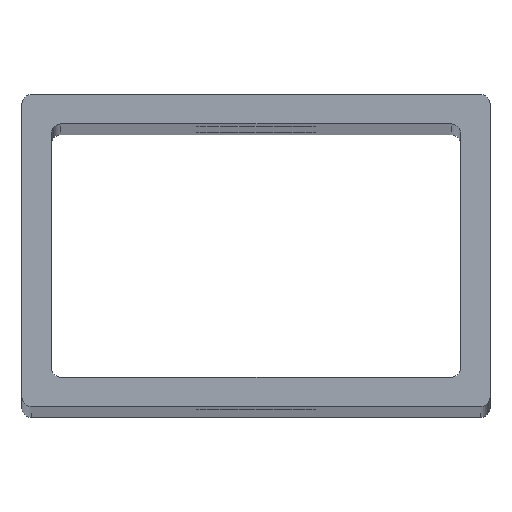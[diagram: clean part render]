
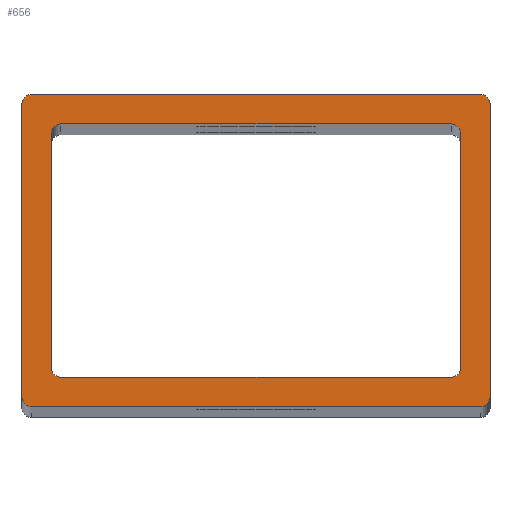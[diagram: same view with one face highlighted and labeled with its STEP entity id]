
A CAD part, top view. The second image highlights one B-rep face of the part: STEP entity #656.
In plain terms, the highlighted planar face has unit normal (0, 0, 1).
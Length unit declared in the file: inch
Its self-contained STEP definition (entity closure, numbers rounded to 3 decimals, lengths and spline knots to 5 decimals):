
#2 = CARTESIAN_POINT ( 'NONE',  ( -0.36, -0.25, 10. ) ) ;
#7 = VERTEX_POINT ( 'NONE', #196 ) ;
#20 = ORIENTED_EDGE ( 'NONE', *, *, #267, .F. ) ;
#32 = VERTEX_POINT ( 'NONE', #906 ) ;
#41 = CIRCLE ( 'NONE', #853, 0.015 ) ;
#44 = DIRECTION ( 'NONE',  ( 0., 0., 1. ) ) ;
#55 = ORIENTED_EDGE ( 'NONE', *, *, #149, .F. ) ;
#57 = CARTESIAN_POINT ( 'NONE',  ( 0.36, -0.235, 10. ) ) ;
#61 = VERTEX_POINT ( 'NONE', #669 ) ;
#63 = DIRECTION ( 'NONE',  ( 0., 0., 1. ) ) ;
#75 = DIRECTION ( 'NONE',  ( -1., 0., 0. ) ) ;
#77 = CARTESIAN_POINT ( 'NONE',  ( 0.328, 0.188, 10. ) ) ;
#79 = EDGE_CURVE ( 'NONE', #419, #222, #263, .T. ) ;
#81 = DIRECTION ( 'NONE',  ( -1., 0., 0. ) ) ;
#85 = CARTESIAN_POINT ( 'NONE',  ( 0.328, -0.188, 10. ) ) ;
#95 = CIRCLE ( 'NONE', #643, 0.015 ) ;
#99 = EDGE_CURVE ( 'NONE', #861, #582, #255, .T. ) ;
#102 = ORIENTED_EDGE ( 'NONE', *, *, #99, .T. ) ;
#108 = AXIS2_PLACEMENT_3D ( 'NONE', #220, #688, #691 ) ;
#109 = DIRECTION ( 'NONE',  ( 1., 0., 0. ) ) ;
#110 = VECTOR ( 'NONE', #390, 39.37008 ) ;
#116 = CARTESIAN_POINT ( 'NONE',  ( -0.375, -0.235, 10. ) ) ;
#128 = CARTESIAN_POINT ( 'NONE',  ( -0.328, -0.188, 10. ) ) ;
#133 = CARTESIAN_POINT ( 'NONE',  ( -0.36, 0.25, 10. ) ) ;
#140 = PLANE ( 'NONE',  #724 ) ;
#142 = CARTESIAN_POINT ( 'NONE',  ( 0.36, 0.25, 10. ) ) ;
#143 = CARTESIAN_POINT ( 'NONE',  ( -0.328, 0.188, 10. ) ) ;
#149 = EDGE_CURVE ( 'NONE', #250, #314, #95, .T. ) ;
#151 = LINE ( 'NONE', #583, #874 ) ;
#152 = DIRECTION ( 'NONE',  ( 1., 0., 0. ) ) ;
#156 = DIRECTION ( 'NONE',  ( 0., 0., 1. ) ) ;
#158 = ORIENTED_EDGE ( 'NONE', *, *, #753, .T. ) ;
#179 = CARTESIAN_POINT ( 'NONE',  ( 0.36, 0.235, 10. ) ) ;
#186 = CIRCLE ( 'NONE', #831, 0.015 ) ;
#196 = CARTESIAN_POINT ( 'NONE',  ( -0.375, 0.235, 10. ) ) ;
#206 = DIRECTION ( 'NONE',  ( 0., 0., 1. ) ) ;
#209 = VECTOR ( 'NONE', #152, 39.37008 ) ;
#210 = DIRECTION ( 'NONE',  ( -1., 0., 0. ) ) ;
#213 = DIRECTION ( 'NONE',  ( -1., 0., 0. ) ) ;
#218 = VERTEX_POINT ( 'NONE', #755 ) ;
#220 = CARTESIAN_POINT ( 'NONE',  ( -0.36, 0.235, 10. ) ) ;
#222 = VERTEX_POINT ( 'NONE', #380 ) ;
#223 = AXIS2_PLACEMENT_3D ( 'NONE', #760, #275, #798 ) ;
#236 = VECTOR ( 'NONE', #674, 39.37008 ) ;
#240 = ORIENTED_EDGE ( 'NONE', *, *, #651, .F. ) ;
#242 = VERTEX_POINT ( 'NONE', #839 ) ;
#247 = CARTESIAN_POINT ( 'NONE',  ( 0.328, -0.188, 10. ) ) ;
#250 = VERTEX_POINT ( 'NONE', #480 ) ;
#255 = LINE ( 'NONE', #800, #675 ) ;
#256 = LINE ( 'NONE', #2, #209 ) ;
#262 = CARTESIAN_POINT ( 'NONE',  ( 0.375, -0.235, 10. ) ) ;
#263 = CIRCLE ( 'NONE', #223, 0.015 ) ;
#267 = EDGE_CURVE ( 'NONE', #218, #250, #695, .T. ) ;
#275 = DIRECTION ( 'NONE',  ( 0., 0., 1. ) ) ;
#277 = ORIENTED_EDGE ( 'NONE', *, *, #79, .T. ) ;
#297 = EDGE_CURVE ( 'NONE', #7, #419, #151, .T. ) ;
#299 = ORIENTED_EDGE ( 'NONE', *, *, #297, .T. ) ;
#303 = LINE ( 'NONE', #733, #637 ) ;
#314 = VERTEX_POINT ( 'NONE', #247 ) ;
#318 = CARTESIAN_POINT ( 'NONE',  ( -0.328, -0.188, 10. ) ) ;
#323 = ORIENTED_EDGE ( 'NONE', *, *, #573, .T. ) ;
#342 = CARTESIAN_POINT ( 'NONE',  ( 0.313, 0.203, 10. ) ) ;
#343 = CIRCLE ( 'NONE', #108, 0.015 ) ;
#348 = VERTEX_POINT ( 'NONE', #143 ) ;
#380 = CARTESIAN_POINT ( 'NONE',  ( -0.36, -0.25, 10. ) ) ;
#390 = DIRECTION ( 'NONE',  ( 0., 1., 0. ) ) ;
#412 = LINE ( 'NONE', #128, #236 ) ;
#416 = DIRECTION ( 'NONE',  ( 1., 0., 0. ) ) ;
#419 = VERTEX_POINT ( 'NONE', #116 ) ;
#420 = ORIENTED_EDGE ( 'NONE', *, *, #833, .T. ) ;
#422 = DIRECTION ( 'NONE',  ( 0., 0., -1. ) ) ;
#429 = EDGE_CURVE ( 'NONE', #242, #713, #698, .T. ) ;
#434 = CARTESIAN_POINT ( 'NONE',  ( 0.375, 0.235, 10. ) ) ;
#438 = CARTESIAN_POINT ( 'NONE',  ( -0.36, -0.235, 10. ) ) ;
#448 = ORIENTED_EDGE ( 'NONE', *, *, #455, .F. ) ;
#454 = ORIENTED_EDGE ( 'NONE', *, *, #744, .F. ) ;
#455 = EDGE_CURVE ( 'NONE', #528, #32, #303, .T. ) ;
#471 = VERTEX_POINT ( 'NONE', #318 ) ;
#480 = CARTESIAN_POINT ( 'NONE',  ( 0.313, -0.203, 10. ) ) ;
#488 = CARTESIAN_POINT ( 'NONE',  ( -0.313, -0.188, 10. ) ) ;
#491 = AXIS2_PLACEMENT_3D ( 'NONE', #915, #918, #75 ) ;
#504 = ORIENTED_EDGE ( 'NONE', *, *, #429, .T. ) ;
#507 = FACE_OUTER_BOUND ( 'NONE', #721, .T. ) ;
#528 = VERTEX_POINT ( 'NONE', #342 ) ;
#541 = VECTOR ( 'NONE', #416, 39.37008 ) ;
#554 = CIRCLE ( 'NONE', #491, 0.015 ) ;
#567 = EDGE_CURVE ( 'NONE', #348, #471, #412, .T. ) ;
#570 = EDGE_LOOP ( 'NONE', ( #454, #904, #240, #448, #647, #828, #55, #20 ) ) ;
#572 = CIRCLE ( 'NONE', #876, 0.015 ) ;
#573 = EDGE_CURVE ( 'NONE', #61, #242, #592, .T. ) ;
#576 = EDGE_CURVE ( 'NONE', #713, #861, #41, .T. ) ;
#582 = VERTEX_POINT ( 'NONE', #133 ) ;
#583 = CARTESIAN_POINT ( 'NONE',  ( -0.375, -0.235, 10. ) ) ;
#589 = LINE ( 'NONE', #85, #732 ) ;
#590 = CARTESIAN_POINT ( 'NONE',  ( 0.313, -0.188, 10. ) ) ;
#592 = CIRCLE ( 'NONE', #802, 0.015 ) ;
#618 = CARTESIAN_POINT ( 'NONE',  ( -0.313, -0.203, 10. ) ) ;
#621 = DIRECTION ( 'NONE',  ( 0., 1., 0. ) ) ;
#629 = DIRECTION ( 'NONE',  ( 0., 0., 1. ) ) ;
#637 = VECTOR ( 'NONE', #728, 39.37008 ) ;
#643 = AXIS2_PLACEMENT_3D ( 'NONE', #590, #44, #808 ) ;
#647 = ORIENTED_EDGE ( 'NONE', *, *, #794, .F. ) ;
#651 = EDGE_CURVE ( 'NONE', #32, #348, #554, .T. ) ;
#656 = ADVANCED_FACE ( 'NONE', ( #507, #708 ), #140, .F. ) ;
#669 = CARTESIAN_POINT ( 'NONE',  ( 0.36, -0.25, 10. ) ) ;
#674 = DIRECTION ( 'NONE',  ( 0., -1., 0. ) ) ;
#675 = VECTOR ( 'NONE', #736, 39.37008 ) ;
#686 = DIRECTION ( 'NONE',  ( 1., 0., 0. ) ) ;
#688 = DIRECTION ( 'NONE',  ( 0., 0., 1. ) ) ;
#691 = DIRECTION ( 'NONE',  ( -1., 0., 0. ) ) ;
#695 = LINE ( 'NONE', #618, #541 ) ;
#698 = LINE ( 'NONE', #262, #110 ) ;
#708 = FACE_BOUND ( 'NONE', #570, .T. ) ;
#713 = VERTEX_POINT ( 'NONE', #434 ) ;
#721 = EDGE_LOOP ( 'NONE', ( #277, #158, #323, #504, #741, #102, #420, #299 ) ) ;
#724 = AXIS2_PLACEMENT_3D ( 'NONE', #438, #422, #213 ) ;
#728 = DIRECTION ( 'NONE',  ( -1., 0., 0. ) ) ;
#732 = VECTOR ( 'NONE', #621, 39.37008 ) ;
#733 = CARTESIAN_POINT ( 'NONE',  ( -0.313, 0.203, 10. ) ) ;
#736 = DIRECTION ( 'NONE',  ( -1., 0., 0. ) ) ;
#741 = ORIENTED_EDGE ( 'NONE', *, *, #576, .T. ) ;
#744 = EDGE_CURVE ( 'NONE', #471, #218, #572, .T. ) ;
#753 = EDGE_CURVE ( 'NONE', #222, #61, #256, .T. ) ;
#755 = CARTESIAN_POINT ( 'NONE',  ( -0.313, -0.203, 10. ) ) ;
#760 = CARTESIAN_POINT ( 'NONE',  ( -0.36, -0.235, 10. ) ) ;
#764 = EDGE_CURVE ( 'NONE', #314, #774, #589, .T. ) ;
#774 = VERTEX_POINT ( 'NONE', #77 ) ;
#794 = EDGE_CURVE ( 'NONE', #774, #528, #186, .T. ) ;
#798 = DIRECTION ( 'NONE',  ( -1., 0., 0. ) ) ;
#799 = DIRECTION ( 'NONE',  ( 0., -1., 0. ) ) ;
#800 = CARTESIAN_POINT ( 'NONE',  ( -0.36, 0.25, 10. ) ) ;
#802 = AXIS2_PLACEMENT_3D ( 'NONE', #57, #63, #109 ) ;
#808 = DIRECTION ( 'NONE',  ( -1., 0., 0. ) ) ;
#828 = ORIENTED_EDGE ( 'NONE', *, *, #764, .F. ) ;
#831 = AXIS2_PLACEMENT_3D ( 'NONE', #849, #629, #81 ) ;
#833 = EDGE_CURVE ( 'NONE', #582, #7, #343, .T. ) ;
#839 = CARTESIAN_POINT ( 'NONE',  ( 0.375, -0.235, 10. ) ) ;
#849 = CARTESIAN_POINT ( 'NONE',  ( 0.313, 0.188, 10. ) ) ;
#853 = AXIS2_PLACEMENT_3D ( 'NONE', #179, #206, #210 ) ;
#861 = VERTEX_POINT ( 'NONE', #142 ) ;
#874 = VECTOR ( 'NONE', #799, 39.37008 ) ;
#876 = AXIS2_PLACEMENT_3D ( 'NONE', #488, #156, #686 ) ;
#904 = ORIENTED_EDGE ( 'NONE', *, *, #567, .F. ) ;
#906 = CARTESIAN_POINT ( 'NONE',  ( -0.313, 0.203, 10. ) ) ;
#915 = CARTESIAN_POINT ( 'NONE',  ( -0.313, 0.188, 10. ) ) ;
#918 = DIRECTION ( 'NONE',  ( 0., 0., 1. ) ) ;
